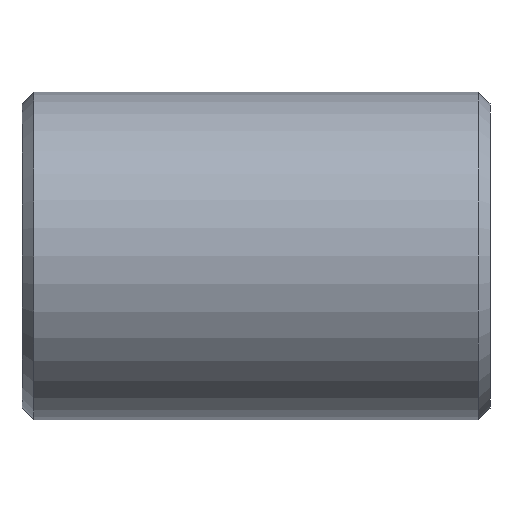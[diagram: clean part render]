
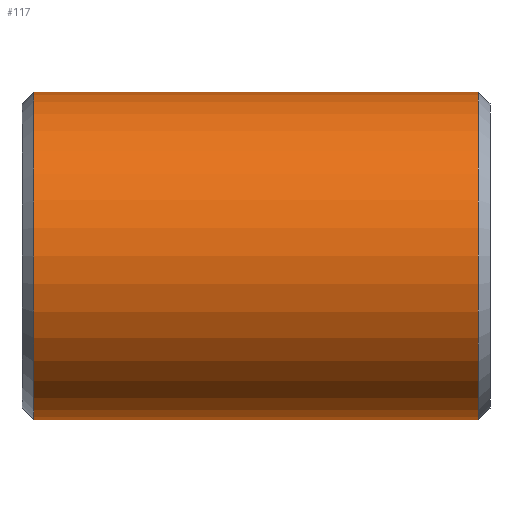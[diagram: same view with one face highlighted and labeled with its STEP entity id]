
A CAD part, left-side view. The second image highlights one B-rep face of the part: STEP entity #117.
In plain terms, the highlighted cylindrical face has radius 7 mm (diameter 14 mm), a full revolution.
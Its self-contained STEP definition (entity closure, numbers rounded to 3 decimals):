
#16=CYLINDRICAL_SURFACE('',#150,7.);
#25=FACE_OUTER_BOUND('',#34,.T.);
#34=EDGE_LOOP('',(#95,#96,#97,#98));
#42=LINE('',#218,#48);
#48=VECTOR('',#184,7.);
#55=CIRCLE('',#149,7.);
#56=CIRCLE('',#151,7.);
#63=VERTEX_POINT('',#212);
#64=VERTEX_POINT('',#216);
#74=EDGE_CURVE('',#63,#63,#55,.T.);
#75=EDGE_CURVE('',#64,#64,#56,.T.);
#76=EDGE_CURVE('',#64,#63,#42,.T.);
#95=ORIENTED_EDGE('',*,*,#75,.F.);
#96=ORIENTED_EDGE('',*,*,#76,.T.);
#97=ORIENTED_EDGE('',*,*,#74,.F.);
#98=ORIENTED_EDGE('',*,*,#76,.F.);
#117=ADVANCED_FACE('',(#25),#16,.T.);
#149=AXIS2_PLACEMENT_3D('',#214,#178,#179);
#150=AXIS2_PLACEMENT_3D('',#215,#180,#181);
#151=AXIS2_PLACEMENT_3D('',#217,#182,#183);
#178=DIRECTION('center_axis',(0.,-1.,0.));
#179=DIRECTION('ref_axis',(1.,0.,0.));
#180=DIRECTION('center_axis',(0.,1.,0.));
#181=DIRECTION('ref_axis',(1.,0.,0.));
#182=DIRECTION('center_axis',(0.,1.,0.));
#183=DIRECTION('ref_axis',(1.,0.,0.));
#184=DIRECTION('',(0.,-1.,0.));
#212=CARTESIAN_POINT('',(-7.,-9.5,0.));
#214=CARTESIAN_POINT('Origin',(0.,-9.5,0.));
#215=CARTESIAN_POINT('Origin',(0.,0.,0.));
#216=CARTESIAN_POINT('',(-7.,9.5,0.));
#217=CARTESIAN_POINT('Origin',(0.,9.5,0.));
#218=CARTESIAN_POINT('',(-7.,0.,0.));
